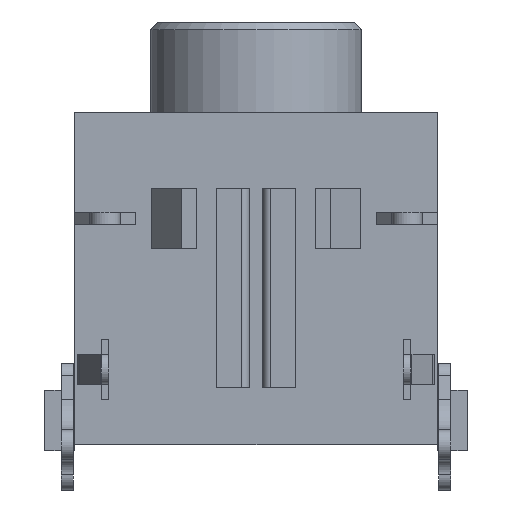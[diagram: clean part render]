
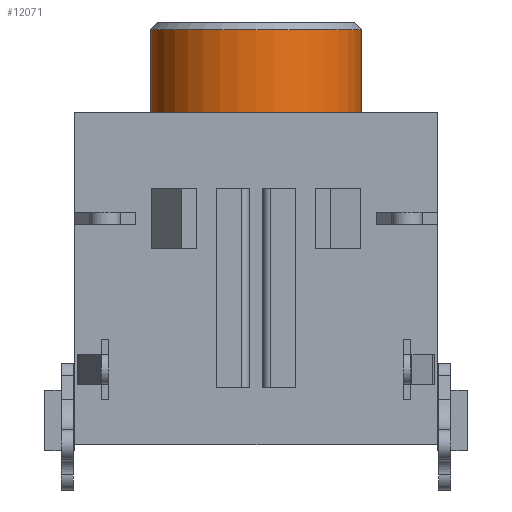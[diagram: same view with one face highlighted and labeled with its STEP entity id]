
A CAD part, front view. The second image highlights one B-rep face of the part: STEP entity #12071.
In plain terms, the highlighted face is a revolution surface.
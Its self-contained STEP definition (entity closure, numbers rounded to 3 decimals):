
#12071 = ADVANCED_FACE('',(#12072),#12087,.T.);
#12072 = FACE_BOUND('',#12073,.T.);
#12073 = EDGE_LOOP('',(#12074,#12100,#12115,#12131));
#12074 = ORIENTED_EDGE('',*,*,#12075,.F.);
#12075 = EDGE_CURVE('',#12076,#12078,#12080,.T.);
#12076 = VERTEX_POINT('',#12077);
#12077 = CARTESIAN_POINT('',(-3.5,6.5,0.));
#12078 = VERTEX_POINT('',#12079);
#12079 = CARTESIAN_POINT('',(3.5,6.5,0.));
#12080 = SURFACE_CURVE('',#12081,(#12086),.PCURVE_S1.);
#12081 = CIRCLE('',#12082,3.5);
#12082 = AXIS2_PLACEMENT_3D('',#12083,#12084,#12085);
#12083 = CARTESIAN_POINT('',(0.,6.5,0.));
#12084 = DIRECTION('',(0.,0.,1.));
#12085 = DIRECTION('',(1.,0.,-0.));
#12086 = PCURVE('',#12087,#12095);
#12087 = SURFACE_OF_REVOLUTION('',#12088,#12092);
#12088 = LINE('',#12089,#12090);
#12089 = CARTESIAN_POINT('',(-3.5,6.5,2.75));
#12090 = VECTOR('',#12091,1.);
#12091 = DIRECTION('',(0.,0.,-1.));
#12092 = AXIS1_PLACEMENT('',#12093,#12094);
#12093 = CARTESIAN_POINT('',(0.,6.5,3.));
#12094 = DIRECTION('',(0.,0.,1.));
#12095 = DEFINITIONAL_REPRESENTATION('',(#12096),#12099);
#12096 = B_SPLINE_CURVE_WITH_KNOTS('',1,(#12097,#12098),.UNSPECIFIED.,
  .F.,.F.,(2,2),(3.142,6.283),.PIECEWISE_BEZIER_KNOTS.);
#12097 = CARTESIAN_POINT('',(0.,2.75));
#12098 = CARTESIAN_POINT('',(3.142,2.75));
#12099 = ( GEOMETRIC_REPRESENTATION_CONTEXT(2) 
PARAMETRIC_REPRESENTATION_CONTEXT() REPRESENTATION_CONTEXT('2D SPACE',''
  ) );
#12100 = ORIENTED_EDGE('',*,*,#12101,.F.);
#12101 = EDGE_CURVE('',#12102,#12076,#12104,.T.);
#12102 = VERTEX_POINT('',#12103);
#12103 = CARTESIAN_POINT('',(-3.5,6.5,2.75));
#12104 = SURFACE_CURVE('',#12105,(#12109),.PCURVE_S1.);
#12105 = LINE('',#12106,#12107);
#12106 = CARTESIAN_POINT('',(-3.5,6.5,2.75));
#12107 = VECTOR('',#12108,1.);
#12108 = DIRECTION('',(0.,0.,-1.));
#12109 = PCURVE('',#12087,#12110);
#12110 = DEFINITIONAL_REPRESENTATION('',(#12111),#12114);
#12111 = B_SPLINE_CURVE_WITH_KNOTS('',1,(#12112,#12113),.UNSPECIFIED.,
  .F.,.F.,(2,2),(0.,2.75),.PIECEWISE_BEZIER_KNOTS.);
#12112 = CARTESIAN_POINT('',(0.,0.));
#12113 = CARTESIAN_POINT('',(0.,2.75));
#12114 = ( GEOMETRIC_REPRESENTATION_CONTEXT(2) 
PARAMETRIC_REPRESENTATION_CONTEXT() REPRESENTATION_CONTEXT('2D SPACE',''
  ) );
#12115 = ORIENTED_EDGE('',*,*,#12116,.F.);
#12116 = EDGE_CURVE('',#12117,#12102,#12119,.T.);
#12117 = VERTEX_POINT('',#12118);
#12118 = CARTESIAN_POINT('',(3.5,6.5,2.75));
#12119 = SURFACE_CURVE('',#12120,(#12125),.PCURVE_S1.);
#12120 = CIRCLE('',#12121,3.5);
#12121 = AXIS2_PLACEMENT_3D('',#12122,#12123,#12124);
#12122 = CARTESIAN_POINT('',(0.,6.5,2.75));
#12123 = DIRECTION('',(0.,0.,-1.));
#12124 = DIRECTION('',(1.,0.,0.));
#12125 = PCURVE('',#12087,#12126);
#12126 = DEFINITIONAL_REPRESENTATION('',(#12127),#12130);
#12127 = B_SPLINE_CURVE_WITH_KNOTS('',1,(#12128,#12129),.UNSPECIFIED.,
  .F.,.F.,(2,2),(0.,3.142),
  .PIECEWISE_BEZIER_KNOTS.);
#12128 = CARTESIAN_POINT('',(3.142,0.));
#12129 = CARTESIAN_POINT('',(0.,0.));
#12130 = ( GEOMETRIC_REPRESENTATION_CONTEXT(2) 
PARAMETRIC_REPRESENTATION_CONTEXT() REPRESENTATION_CONTEXT('2D SPACE',''
  ) );
#12131 = ORIENTED_EDGE('',*,*,#12132,.F.);
#12132 = EDGE_CURVE('',#12078,#12117,#12133,.T.);
#12133 = SURFACE_CURVE('',#12134,(#12138),.PCURVE_S1.);
#12134 = LINE('',#12135,#12136);
#12135 = CARTESIAN_POINT('',(3.5,6.5,0.));
#12136 = VECTOR('',#12137,1.);
#12137 = DIRECTION('',(0.,0.,1.));
#12138 = PCURVE('',#12087,#12139);
#12139 = DEFINITIONAL_REPRESENTATION('',(#12140),#12143);
#12140 = B_SPLINE_CURVE_WITH_KNOTS('',1,(#12141,#12142),.UNSPECIFIED.,
  .F.,.F.,(2,2),(0.,2.75),.PIECEWISE_BEZIER_KNOTS.);
#12141 = CARTESIAN_POINT('',(3.142,2.75));
#12142 = CARTESIAN_POINT('',(3.142,0.));
#12143 = ( GEOMETRIC_REPRESENTATION_CONTEXT(2) 
PARAMETRIC_REPRESENTATION_CONTEXT() REPRESENTATION_CONTEXT('2D SPACE',''
  ) );
